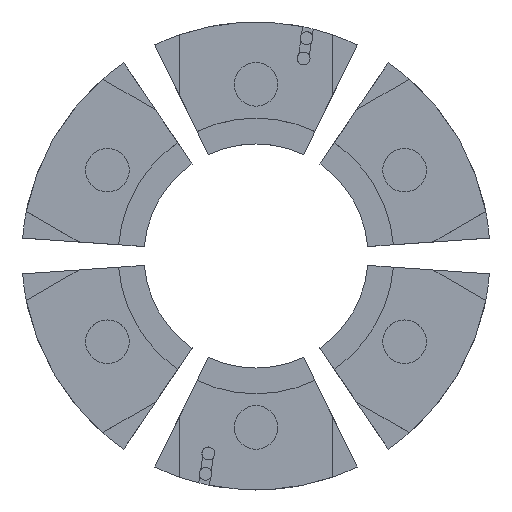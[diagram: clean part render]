
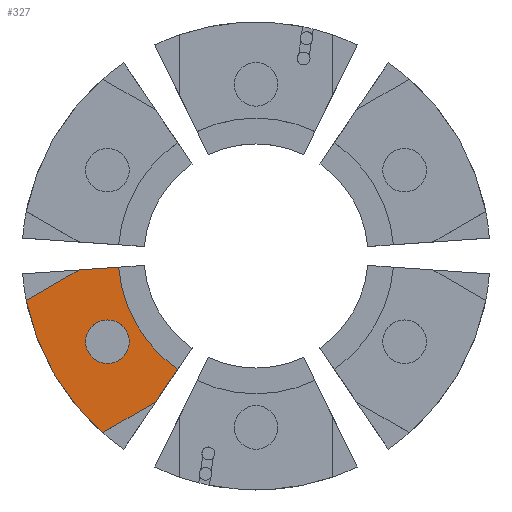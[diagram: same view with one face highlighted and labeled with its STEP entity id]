
A CAD part, top view. The second image highlights one B-rep face of the part: STEP entity #327.
In plain terms, the highlighted planar face has unit normal (0, 0, 1).
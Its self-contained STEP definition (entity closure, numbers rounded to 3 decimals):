
#172=PLANE('',#2762);
#252=FACE_BOUND('',#667,.T.);
#253=FACE_BOUND('',#668,.T.);
#327=ADVANCED_FACE('',(#252,#253),#172,.T.);
#667=EDGE_LOOP('',(#1506,#1507,#1508,#1509,#1510,#1511));
#668=EDGE_LOOP('',(#1512));
#862=LINE('',#3985,#1098);
#863=LINE('',#3987,#1099);
#864=LINE('',#3989,#1100);
#865=LINE('',#3993,#1101);
#1098=VECTOR('',#3219,1.);
#1099=VECTOR('',#3220,1.);
#1100=VECTOR('',#3221,1.);
#1101=VECTOR('',#3224,1.);
#1506=ORIENTED_EDGE('',*,*,#2324,.T.);
#1507=ORIENTED_EDGE('',*,*,#2316,.F.);
#1508=ORIENTED_EDGE('',*,*,#2325,.F.);
#1509=ORIENTED_EDGE('',*,*,#2326,.F.);
#1510=ORIENTED_EDGE('',*,*,#2327,.T.);
#1511=ORIENTED_EDGE('',*,*,#2328,.F.);
#1512=ORIENTED_EDGE('',*,*,#2329,.F.);
#2036=VERTEX_POINT('',#3969);
#2037=VERTEX_POINT('',#3970);
#2044=VERTEX_POINT('',#3986);
#2045=VERTEX_POINT('',#3988);
#2046=VERTEX_POINT('',#3990);
#2047=VERTEX_POINT('',#3992);
#2048=VERTEX_POINT('',#3995);
#2316=EDGE_CURVE('',#2036,#2037,#2584,.T.);
#2324=EDGE_CURVE('',#2044,#2037,#862,.T.);
#2325=EDGE_CURVE('',#2045,#2036,#863,.T.);
#2326=EDGE_CURVE('',#2046,#2045,#864,.T.);
#2327=EDGE_CURVE('',#2046,#2047,#2588,.T.);
#2328=EDGE_CURVE('',#2044,#2047,#865,.T.);
#2329=EDGE_CURVE('',#2048,#2048,#2589,.T.);
#2584=CIRCLE('',#2755,118.);
#2588=CIRCLE('',#2760,69.5);
#2589=CIRCLE('',#2761,11.);
#2755=AXIS2_PLACEMENT_3D('',#3968,#3205,#3206);
#2760=AXIS2_PLACEMENT_3D('',#3991,#3222,#3223);
#2761=AXIS2_PLACEMENT_3D('',#3994,#3225,#3226);
#2762=AXIS2_PLACEMENT_3D('',#3996,#3227,#3228);
#3205=DIRECTION('',(0.,0.,-1.));
#3206=DIRECTION('',(-0.5,0.866,0.));
#3219=DIRECTION('',(-0.866,-0.5,0.));
#3220=DIRECTION('',(-0.866,-0.5,0.));
#3221=DIRECTION('',(-0.559,-0.829,0.));
#3222=DIRECTION('',(0.,0.,-1.));
#3223=DIRECTION('',(-0.5,0.866,0.));
#3224=DIRECTION('',(0.998,0.07,0.));
#3225=DIRECTION('',(0.,0.,1.));
#3226=DIRECTION('',(-0.5,0.866,0.));
#3227=DIRECTION('',(0.,0.,1.));
#3228=DIRECTION('',(1.,0.,0.));
#3968=CARTESIAN_POINT('',(0.,0.,26.1));
#3969=CARTESIAN_POINT('',(-77.349,-89.113,26.1));
#3970=CARTESIAN_POINT('',(-115.849,-22.429,26.1));
#3985=CARTESIAN_POINT('',(-73.969,1.75,26.1));
#3986=CARTESIAN_POINT('',(-89.208,-7.048,26.1));
#3987=CARTESIAN_POINT('',(-45.191,-70.547,26.1));
#3988=CARTESIAN_POINT('',(-50.708,-73.732,26.1));
#3989=CARTESIAN_POINT('',(-32.261,-46.384,26.1));
#3990=CARTESIAN_POINT('',(-39.531,-57.162,26.1));
#3991=CARTESIAN_POINT('',(0.,0.,26.1));
#3992=CARTESIAN_POINT('',(-69.27,-5.654,26.1));
#3993=CARTESIAN_POINT('',(-117.653,-9.037,26.1));
#3994=CARTESIAN_POINT('',(-74.911,-43.25,26.1));
#3995=CARTESIAN_POINT('',(-80.411,-33.724,26.1));
#3996=CARTESIAN_POINT('',(0.,0.,26.1));
